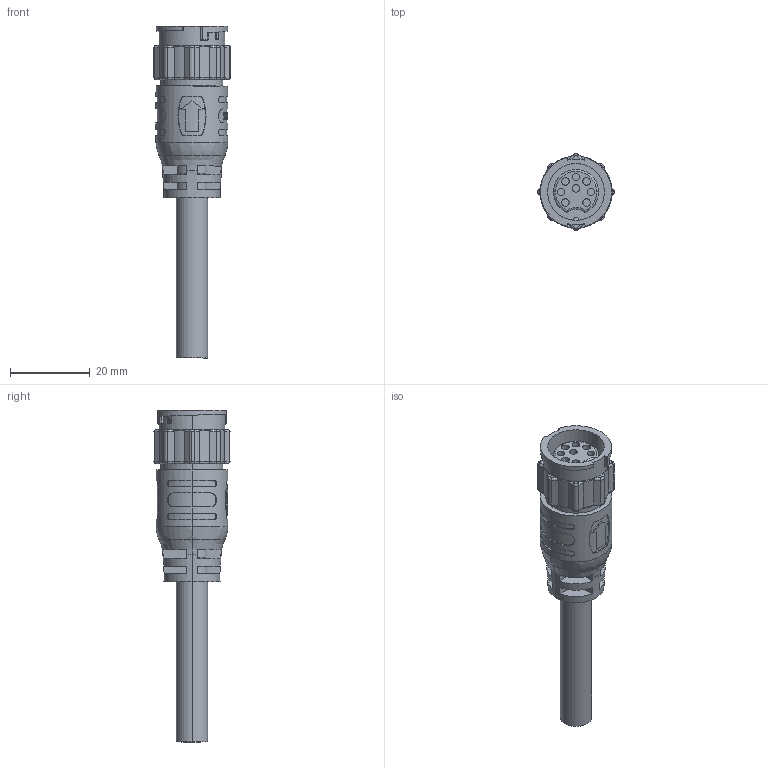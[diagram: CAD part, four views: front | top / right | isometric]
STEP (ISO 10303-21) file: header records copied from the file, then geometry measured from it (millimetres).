
FILE_DESCRIPTION (( 'STEP AP203' ), '1' );
FILE_NAME ('P304.STEP', '2020-04-01T02:53:02', ( 'edpusr' ), ( 'Microsoft' ), 'SwSTEP 2.0', 'SolidWorks 2015', '' );
FILE_SCHEMA (( 'CONFIG_CONTROL_DESIGN' ));
Length unit declared in the file: millimetre
Products named in the file (1): P304
Bounding box: 19.17 x 19.16 x 83 mm (x, y, z)
Volume: 10148.3 mm3; surface area: 5352 mm2
Topology: 1 solids, 1 shells, 505 faces, 1331 edges, 856 vertices
Faces by surface type: bspline 227, plane 149, cylinder 127, cone 2
Entity records: 22580 total; most frequent: CARTESIAN_POINT 11673, ORIENTED_EDGE 2652, DIRECTION 1632, EDGE_CURVE 1326, VERTEX_POINT 856, AXIS2_PLACEMENT_3D 577, EDGE_LOOP 538, ADVANCED_FACE 505
